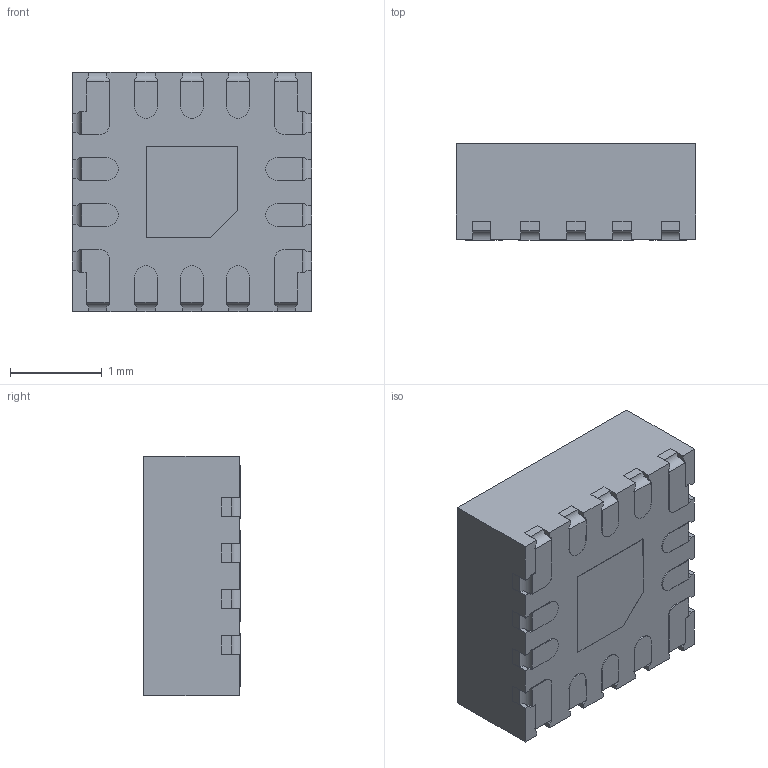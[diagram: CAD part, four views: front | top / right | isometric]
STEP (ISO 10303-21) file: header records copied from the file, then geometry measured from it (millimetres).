
FILE_DESCRIPTION(('FreeCAD Model'),'2;1');
FILE_NAME('Open CASCADE Shape Model','2024-03-19T16:20:52',( 'kicad StepUp'),('ksu MCAD'),'Open CASCADE STEP processor 7.6', 'FreeCAD','Unknown');
FILE_SCHEMA(('AUTOMOTIVE_DESIGN { 1 0 10303 214 1 1 1 1 }'));
Length unit declared in the file: millimetre
Products named in the file (1): TI_VQFN_15_EP
Bounding box: 2.6 x 1.05 x 2.6 mm (x, y, z)
Volume: 7 mm3; surface area: 38.7 mm2
Topology: 17 solids, 17 shells, 358 faces, 2898 edges, 8372 vertices
Faces by surface type: plane 302, cylinder 56
Entity records: 42092 total; most frequent: CARTESIAN_POINT 11953, DIRECTION 3952, LINE 2346, VECTOR 2346, GEOMETRIC_CURVE_SET 1933, ORIENTED_EDGE 1932, TRIMMED_CURVE 1932, PRESENTATION_STYLE_ASSIGNMENT 1341
